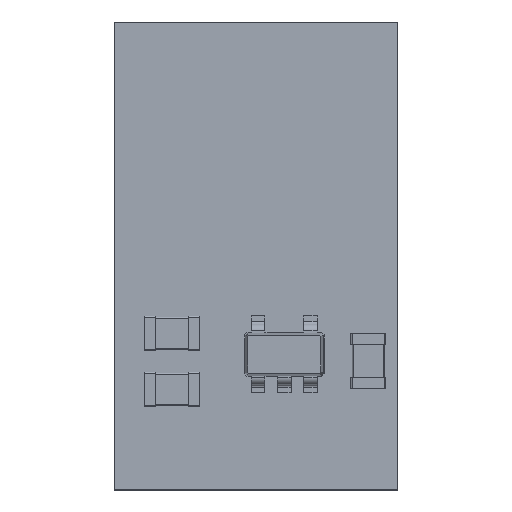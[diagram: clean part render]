
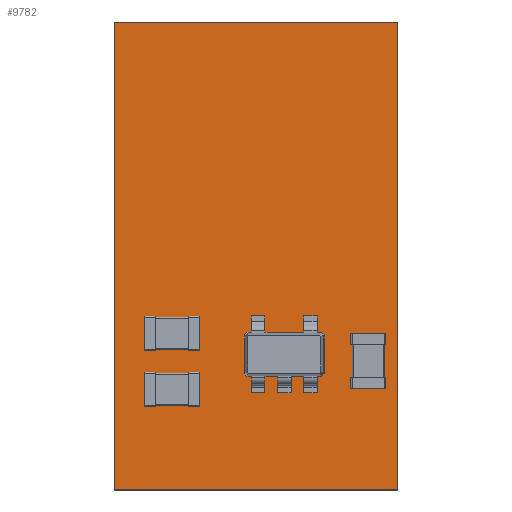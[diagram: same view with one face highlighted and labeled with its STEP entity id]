
A CAD part, top view. The second image highlights one B-rep face of the part: STEP entity #9782.
In plain terms, the highlighted planar face has unit normal (0, 0, 1).
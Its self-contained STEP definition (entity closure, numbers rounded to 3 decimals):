
#9468 = VERTEX_POINT('',#9469);
#9469 = CARTESIAN_POINT('',(155.,-105.,1.6));
#9476 = PLANE('',#9477);
#9477 = AXIS2_PLACEMENT_3D('',#9478,#9479,#9480);
#9478 = CARTESIAN_POINT('',(155.,-105.,0.));
#9479 = DIRECTION('',(-1.,0.,0.));
#9480 = DIRECTION('',(0.,1.,0.));
#9488 = PLANE('',#9489);
#9489 = AXIS2_PLACEMENT_3D('',#9490,#9491,#9492);
#9490 = CARTESIAN_POINT('',(144.7,-105.,0.));
#9491 = DIRECTION('',(0.,1.,0.));
#9492 = DIRECTION('',(1.,0.,0.));
#9500 = EDGE_CURVE('',#9468,#9501,#9503,.T.);
#9501 = VERTEX_POINT('',#9502);
#9502 = CARTESIAN_POINT('',(155.,-88.,1.6));
#9503 = SURFACE_CURVE('',#9504,(#9508,#9515),.PCURVE_S1.);
#9504 = LINE('',#9505,#9506);
#9505 = CARTESIAN_POINT('',(155.,-105.,1.6));
#9506 = VECTOR('',#9507,1.);
#9507 = DIRECTION('',(0.,1.,0.));
#9508 = PCURVE('',#9476,#9509);
#9509 = DEFINITIONAL_REPRESENTATION('',(#9510),#9514);
#9510 = LINE('',#9511,#9512);
#9511 = CARTESIAN_POINT('',(0.,-1.6));
#9512 = VECTOR('',#9513,1.);
#9513 = DIRECTION('',(1.,0.));
#9514 = ( GEOMETRIC_REPRESENTATION_CONTEXT(2) 
PARAMETRIC_REPRESENTATION_CONTEXT() REPRESENTATION_CONTEXT('2D SPACE',''
  ) );
#9515 = PCURVE('',#9516,#9521);
#9516 = PLANE('',#9517);
#9517 = AXIS2_PLACEMENT_3D('',#9518,#9519,#9520);
#9518 = CARTESIAN_POINT('',(149.85,-96.5,1.6));
#9519 = DIRECTION('',(0.,0.,1.));
#9520 = DIRECTION('',(1.,0.,-0.));
#9521 = DEFINITIONAL_REPRESENTATION('',(#9522),#9526);
#9522 = LINE('',#9523,#9524);
#9523 = CARTESIAN_POINT('',(5.15,-8.5));
#9524 = VECTOR('',#9525,1.);
#9525 = DIRECTION('',(0.,1.));
#9526 = ( GEOMETRIC_REPRESENTATION_CONTEXT(2) 
PARAMETRIC_REPRESENTATION_CONTEXT() REPRESENTATION_CONTEXT('2D SPACE',''
  ) );
#9544 = PLANE('',#9545);
#9545 = AXIS2_PLACEMENT_3D('',#9546,#9547,#9548);
#9546 = CARTESIAN_POINT('',(155.,-88.,0.));
#9547 = DIRECTION('',(0.,-1.,0.));
#9548 = DIRECTION('',(-1.,0.,0.));
#9586 = EDGE_CURVE('',#9501,#9587,#9589,.T.);
#9587 = VERTEX_POINT('',#9588);
#9588 = CARTESIAN_POINT('',(144.7,-88.,1.6));
#9589 = SURFACE_CURVE('',#9590,(#9594,#9601),.PCURVE_S1.);
#9590 = LINE('',#9591,#9592);
#9591 = CARTESIAN_POINT('',(155.,-88.,1.6));
#9592 = VECTOR('',#9593,1.);
#9593 = DIRECTION('',(-1.,0.,0.));
#9594 = PCURVE('',#9544,#9595);
#9595 = DEFINITIONAL_REPRESENTATION('',(#9596),#9600);
#9596 = LINE('',#9597,#9598);
#9597 = CARTESIAN_POINT('',(0.,-1.6));
#9598 = VECTOR('',#9599,1.);
#9599 = DIRECTION('',(1.,0.));
#9600 = ( GEOMETRIC_REPRESENTATION_CONTEXT(2) 
PARAMETRIC_REPRESENTATION_CONTEXT() REPRESENTATION_CONTEXT('2D SPACE',''
  ) );
#9601 = PCURVE('',#9516,#9602);
#9602 = DEFINITIONAL_REPRESENTATION('',(#9603),#9607);
#9603 = LINE('',#9604,#9605);
#9604 = CARTESIAN_POINT('',(5.15,8.5));
#9605 = VECTOR('',#9606,1.);
#9606 = DIRECTION('',(-1.,0.));
#9607 = ( GEOMETRIC_REPRESENTATION_CONTEXT(2) 
PARAMETRIC_REPRESENTATION_CONTEXT() REPRESENTATION_CONTEXT('2D SPACE',''
  ) );
#9625 = PLANE('',#9626);
#9626 = AXIS2_PLACEMENT_3D('',#9627,#9628,#9629);
#9627 = CARTESIAN_POINT('',(144.7,-88.,0.));
#9628 = DIRECTION('',(1.,0.,-0.));
#9629 = DIRECTION('',(0.,-1.,0.));
#9662 = EDGE_CURVE('',#9587,#9663,#9665,.T.);
#9663 = VERTEX_POINT('',#9664);
#9664 = CARTESIAN_POINT('',(144.7,-105.,1.6));
#9665 = SURFACE_CURVE('',#9666,(#9670,#9677),.PCURVE_S1.);
#9666 = LINE('',#9667,#9668);
#9667 = CARTESIAN_POINT('',(144.7,-88.,1.6));
#9668 = VECTOR('',#9669,1.);
#9669 = DIRECTION('',(0.,-1.,0.));
#9670 = PCURVE('',#9625,#9671);
#9671 = DEFINITIONAL_REPRESENTATION('',(#9672),#9676);
#9672 = LINE('',#9673,#9674);
#9673 = CARTESIAN_POINT('',(0.,-1.6));
#9674 = VECTOR('',#9675,1.);
#9675 = DIRECTION('',(1.,0.));
#9676 = ( GEOMETRIC_REPRESENTATION_CONTEXT(2) 
PARAMETRIC_REPRESENTATION_CONTEXT() REPRESENTATION_CONTEXT('2D SPACE',''
  ) );
#9677 = PCURVE('',#9516,#9678);
#9678 = DEFINITIONAL_REPRESENTATION('',(#9679),#9683);
#9679 = LINE('',#9680,#9681);
#9680 = CARTESIAN_POINT('',(-5.15,8.5));
#9681 = VECTOR('',#9682,1.);
#9682 = DIRECTION('',(0.,-1.));
#9683 = ( GEOMETRIC_REPRESENTATION_CONTEXT(2) 
PARAMETRIC_REPRESENTATION_CONTEXT() REPRESENTATION_CONTEXT('2D SPACE',''
  ) );
#9733 = EDGE_CURVE('',#9663,#9468,#9734,.T.);
#9734 = SURFACE_CURVE('',#9735,(#9739,#9746),.PCURVE_S1.);
#9735 = LINE('',#9736,#9737);
#9736 = CARTESIAN_POINT('',(144.7,-105.,1.6));
#9737 = VECTOR('',#9738,1.);
#9738 = DIRECTION('',(1.,0.,0.));
#9739 = PCURVE('',#9488,#9740);
#9740 = DEFINITIONAL_REPRESENTATION('',(#9741),#9745);
#9741 = LINE('',#9742,#9743);
#9742 = CARTESIAN_POINT('',(0.,-1.6));
#9743 = VECTOR('',#9744,1.);
#9744 = DIRECTION('',(1.,0.));
#9745 = ( GEOMETRIC_REPRESENTATION_CONTEXT(2) 
PARAMETRIC_REPRESENTATION_CONTEXT() REPRESENTATION_CONTEXT('2D SPACE',''
  ) );
#9746 = PCURVE('',#9516,#9747);
#9747 = DEFINITIONAL_REPRESENTATION('',(#9748),#9752);
#9748 = LINE('',#9749,#9750);
#9749 = CARTESIAN_POINT('',(-5.15,-8.5));
#9750 = VECTOR('',#9751,1.);
#9751 = DIRECTION('',(1.,0.));
#9752 = ( GEOMETRIC_REPRESENTATION_CONTEXT(2) 
PARAMETRIC_REPRESENTATION_CONTEXT() REPRESENTATION_CONTEXT('2D SPACE',''
  ) );
#9782 = ADVANCED_FACE('',(#9783),#9516,.T.);
#9783 = FACE_BOUND('',#9784,.T.);
#9784 = EDGE_LOOP('',(#9785,#9786,#9787,#9788));
#9785 = ORIENTED_EDGE('',*,*,#9500,.T.);
#9786 = ORIENTED_EDGE('',*,*,#9586,.T.);
#9787 = ORIENTED_EDGE('',*,*,#9662,.T.);
#9788 = ORIENTED_EDGE('',*,*,#9733,.T.);
